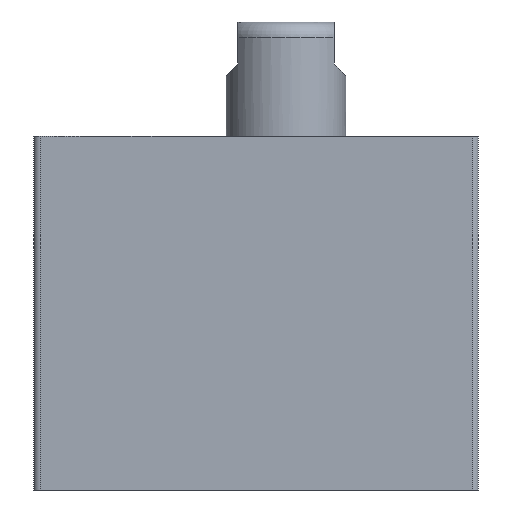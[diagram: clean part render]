
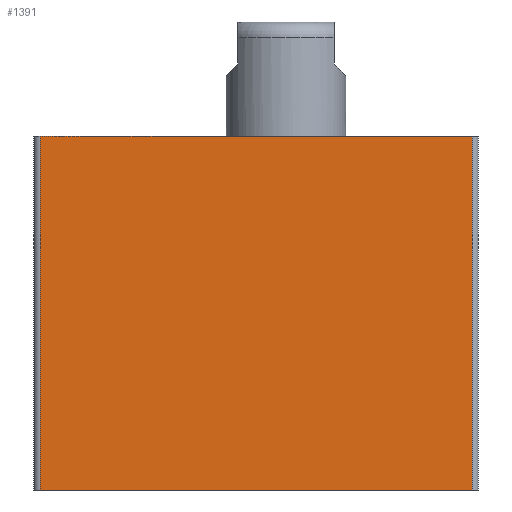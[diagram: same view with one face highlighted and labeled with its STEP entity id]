
A CAD part, left-side view. The second image highlights one B-rep face of the part: STEP entity #1391.
In plain terms, the highlighted planar face has unit normal (-1, 0, 0).
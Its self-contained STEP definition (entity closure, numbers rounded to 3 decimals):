
#248=CARTESIAN_POINT('',(-16.,-15.5,-14.75));
#249=VERTEX_POINT('',#248);
#259=CARTESIAN_POINT('',(-16.,20.5,-14.75));
#260=VERTEX_POINT('',#259);
#261=CARTESIAN_POINT('',(-16.,20.5,-14.75));
#262=DIRECTION('',(0.0,-1.0,0.0));
#263=VECTOR('',#262,36.0);
#264=LINE('',#261,#263);
#265=EDGE_CURVE('',#260,#249,#264,.T.);
#574=CARTESIAN_POINT('',(-16.,20.5,14.75));
#575=VERTEX_POINT('',#574);
#585=CARTESIAN_POINT('',(-16.,-15.5,14.75));
#586=VERTEX_POINT('',#585);
#587=CARTESIAN_POINT('',(-16.,-15.5,14.75));
#588=DIRECTION('',(0.0,1.0,0.0));
#589=VECTOR('',#588,36.0);
#590=LINE('',#587,#589);
#591=EDGE_CURVE('',#586,#575,#590,.T.);
#1286=CARTESIAN_POINT('',(-16.,20.5,14.75));
#1287=DIRECTION('',(0.0,0.0,-1.0));
#1288=VECTOR('',#1287,29.5);
#1289=LINE('',#1286,#1288);
#1290=EDGE_CURVE('',#575,#260,#1289,.T.);
#1369=CARTESIAN_POINT('',(-16.,-15.5,-14.75));
#1370=DIRECTION('',(0.0,0.0,1.0));
#1371=VECTOR('',#1370,29.5);
#1372=LINE('',#1369,#1371);
#1373=EDGE_CURVE('',#249,#586,#1372,.T.);
#1380=CARTESIAN_POINT('',(-16.,-15.5,0.0));
#1381=DIRECTION('',(-1.0,0.0,0.0));
#1382=DIRECTION('',(0.0,0.0,1.0));
#1383=AXIS2_PLACEMENT_3D('',#1380,#1381,#1382);
#1384=PLANE('',#1383);
#1385=ORIENTED_EDGE('',*,*,#591,.T.);
#1386=ORIENTED_EDGE('',*,*,#1290,.T.);
#1387=ORIENTED_EDGE('',*,*,#265,.T.);
#1388=ORIENTED_EDGE('',*,*,#1373,.T.);
#1389=EDGE_LOOP('',(#1385,#1386,#1387,#1388));
#1390=FACE_OUTER_BOUND('',#1389,.T.);
#1391=ADVANCED_FACE('',(#1390),#1384,.T.);
